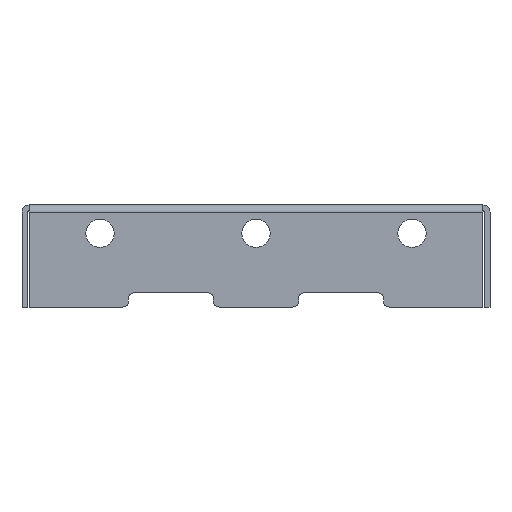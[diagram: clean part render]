
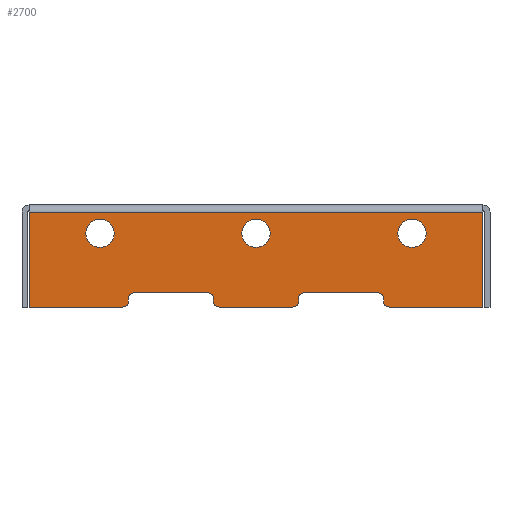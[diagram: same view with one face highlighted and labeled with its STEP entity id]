
A CAD part, left-side view. The second image highlights one B-rep face of the part: STEP entity #2700.
In plain terms, the highlighted planar face has unit normal (-1, 0, 0).
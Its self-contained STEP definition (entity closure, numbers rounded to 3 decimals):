
#137=CIRCLE('',#2892,0.2);
#138=CIRCLE('',#2895,0.2);
#139=CIRCLE('',#2898,0.2);
#140=CIRCLE('',#2901,0.2);
#141=CIRCLE('',#2903,0.2);
#142=CIRCLE('',#2904,0.2);
#143=CIRCLE('',#2905,0.2);
#144=CIRCLE('',#2906,0.2);
#145=CIRCLE('',#2907,0.5);
#146=CIRCLE('',#2908,0.5);
#147=CIRCLE('',#2909,0.5);
#351=ORIENTED_EDGE('',*,*,#1144,.T.);
#352=ORIENTED_EDGE('',*,*,#1145,.T.);
#353=ORIENTED_EDGE('',*,*,#1146,.T.);
#354=ORIENTED_EDGE('',*,*,#1147,.T.);
#355=ORIENTED_EDGE('',*,*,#1148,.T.);
#356=ORIENTED_EDGE('',*,*,#1149,.F.);
#357=ORIENTED_EDGE('',*,*,#1150,.F.);
#358=ORIENTED_EDGE('',*,*,#1151,.F.);
#359=ORIENTED_EDGE('',*,*,#1152,.T.);
#360=ORIENTED_EDGE('',*,*,#1153,.F.);
#361=ORIENTED_EDGE('',*,*,#1154,.T.);
#362=ORIENTED_EDGE('',*,*,#1155,.F.);
#363=ORIENTED_EDGE('',*,*,#1156,.T.);
#364=ORIENTED_EDGE('',*,*,#1143,.F.);
#365=ORIENTED_EDGE('',*,*,#1140,.F.);
#366=ORIENTED_EDGE('',*,*,#1138,.F.);
#367=ORIENTED_EDGE('',*,*,#1136,.T.);
#368=ORIENTED_EDGE('',*,*,#1134,.F.);
#369=ORIENTED_EDGE('',*,*,#1132,.T.);
#370=ORIENTED_EDGE('',*,*,#1130,.F.);
#371=ORIENTED_EDGE('',*,*,#1157,.F.);
#372=ORIENTED_EDGE('',*,*,#1158,.F.);
#373=ORIENTED_EDGE('',*,*,#1159,.F.);
#1130=EDGE_CURVE('',#1531,#1532,#137,.T.);
#1132=EDGE_CURVE('',#1533,#1532,#1770,.T.);
#1134=EDGE_CURVE('',#1533,#1534,#138,.T.);
#1136=EDGE_CURVE('',#1535,#1534,#1773,.T.);
#1138=EDGE_CURVE('',#1535,#1536,#139,.T.);
#1140=EDGE_CURVE('',#1536,#1537,#1776,.T.);
#1143=EDGE_CURVE('',#1537,#1538,#140,.T.);
#1144=EDGE_CURVE('',#1531,#1539,#1779,.T.);
#1145=EDGE_CURVE('',#1539,#1540,#1780,.T.);
#1146=EDGE_CURVE('',#1540,#1541,#1781,.T.);
#1147=EDGE_CURVE('',#1541,#1542,#1782,.T.);
#1148=EDGE_CURVE('',#1542,#1543,#1783,.T.);
#1149=EDGE_CURVE('',#1544,#1543,#141,.T.);
#1150=EDGE_CURVE('',#1545,#1544,#1784,.T.);
#1151=EDGE_CURVE('',#1546,#1545,#142,.T.);
#1152=EDGE_CURVE('',#1546,#1547,#1785,.T.);
#1153=EDGE_CURVE('',#1548,#1547,#143,.T.);
#1154=EDGE_CURVE('',#1548,#1549,#1786,.T.);
#1155=EDGE_CURVE('',#1550,#1549,#144,.T.);
#1156=EDGE_CURVE('',#1550,#1538,#1787,.T.);
#1157=EDGE_CURVE('',#1551,#1551,#145,.T.);
#1158=EDGE_CURVE('',#1552,#1552,#146,.T.);
#1159=EDGE_CURVE('',#1553,#1553,#147,.T.);
#1531=VERTEX_POINT('',#4144);
#1532=VERTEX_POINT('',#4146);
#1533=VERTEX_POINT('',#4150);
#1534=VERTEX_POINT('',#4154);
#1535=VERTEX_POINT('',#4158);
#1536=VERTEX_POINT('',#4162);
#1537=VERTEX_POINT('',#4166);
#1538=VERTEX_POINT('',#4170);
#1539=VERTEX_POINT('',#4174);
#1540=VERTEX_POINT('',#4176);
#1541=VERTEX_POINT('',#4178);
#1542=VERTEX_POINT('',#4180);
#1543=VERTEX_POINT('',#4182);
#1544=VERTEX_POINT('',#4184);
#1545=VERTEX_POINT('',#4186);
#1546=VERTEX_POINT('',#4188);
#1547=VERTEX_POINT('',#4190);
#1548=VERTEX_POINT('',#4192);
#1549=VERTEX_POINT('',#4194);
#1550=VERTEX_POINT('',#4196);
#1551=VERTEX_POINT('',#4199);
#1552=VERTEX_POINT('',#4201);
#1553=VERTEX_POINT('',#4203);
#1770=LINE('',#4149,#2022);
#1773=LINE('',#4157,#2025);
#1776=LINE('',#4165,#2028);
#1779=LINE('',#4173,#2031);
#1780=LINE('',#4175,#2032);
#1781=LINE('',#4177,#2033);
#1782=LINE('',#4179,#2034);
#1783=LINE('',#4181,#2035);
#1784=LINE('',#4185,#2036);
#1785=LINE('',#4189,#2037);
#1786=LINE('',#4193,#2038);
#1787=LINE('',#4197,#2039);
#2022=VECTOR('',#3272,1000.);
#2025=VECTOR('',#3281,1000.);
#2028=VECTOR('',#3290,1000.);
#2031=VECTOR('',#3299,1000.);
#2032=VECTOR('',#3300,1000.);
#2033=VECTOR('',#3301,1000.);
#2034=VECTOR('',#3302,1000.);
#2035=VECTOR('',#3303,1000.);
#2036=VECTOR('',#3306,1000.);
#2037=VECTOR('',#3309,1000.);
#2038=VECTOR('',#3312,1000.);
#2039=VECTOR('',#3315,1000.);
#2257=EDGE_LOOP('',(#351,#352,#353,#354,#355,#356,#357,#358,#359,#360,#361,
#362,#363,#364,#365,#366,#367,#368,#369,#370));
#2258=EDGE_LOOP('',(#371));
#2259=EDGE_LOOP('',(#372));
#2260=EDGE_LOOP('',(#373));
#2447=FACE_BOUND('',#2257,.T.);
#2448=FACE_BOUND('',#2258,.T.);
#2449=FACE_BOUND('',#2259,.T.);
#2450=FACE_BOUND('',#2260,.T.);
#2625=PLANE('',#2902);
#2700=ADVANCED_FACE('',(#2447,#2448,#2449,#2450),#2625,.F.);
#2892=AXIS2_PLACEMENT_3D('',#4145,#3267,#3268);
#2895=AXIS2_PLACEMENT_3D('',#4153,#3276,#3277);
#2898=AXIS2_PLACEMENT_3D('',#4161,#3285,#3286);
#2901=AXIS2_PLACEMENT_3D('',#4171,#3295,#3296);
#2902=AXIS2_PLACEMENT_3D('',#4172,#3297,#3298);
#2903=AXIS2_PLACEMENT_3D('',#4183,#3304,#3305);
#2904=AXIS2_PLACEMENT_3D('',#4187,#3307,#3308);
#2905=AXIS2_PLACEMENT_3D('',#4191,#3310,#3311);
#2906=AXIS2_PLACEMENT_3D('',#4195,#3313,#3314);
#2907=AXIS2_PLACEMENT_3D('',#4198,#3316,#3317);
#2908=AXIS2_PLACEMENT_3D('',#4200,#3318,#3319);
#2909=AXIS2_PLACEMENT_3D('',#4202,#3320,#3321);
#3267=DIRECTION('',(1.,0.,0.));
#3268=DIRECTION('',(0.,0.,-1.));
#3272=DIRECTION('',(0.,0.,-1.));
#3276=DIRECTION('',(-1.,0.,0.));
#3277=DIRECTION('',(0.,-1.,0.));
#3281=DIRECTION('',(0.,-1.,0.));
#3285=DIRECTION('',(-1.,0.,0.));
#3286=DIRECTION('',(0.,0.,1.));
#3290=DIRECTION('',(0.,0.,-1.));
#3295=DIRECTION('',(1.,0.,0.));
#3296=DIRECTION('',(0.,-1.,0.));
#3297=DIRECTION('',(1.,0.,0.));
#3298=DIRECTION('',(0.,0.,-1.));
#3299=DIRECTION('',(0.,-1.,0.));
#3300=DIRECTION('',(0.,0.,1.));
#3301=DIRECTION('',(0.,1.,0.));
#3302=DIRECTION('',(0.,0.,-1.));
#3303=DIRECTION('',(0.,-1.,0.));
#3304=DIRECTION('',(1.,0.,0.));
#3305=DIRECTION('',(0.,-1.,0.));
#3306=DIRECTION('',(0.,0.,-1.));
#3307=DIRECTION('',(-1.,0.,0.));
#3308=DIRECTION('',(0.,0.,1.));
#3309=DIRECTION('',(0.,-1.,0.));
#3310=DIRECTION('',(-1.,0.,0.));
#3311=DIRECTION('',(0.,-1.,0.));
#3312=DIRECTION('',(0.,0.,-1.));
#3313=DIRECTION('',(1.,0.,0.));
#3314=DIRECTION('',(0.,0.,-1.));
#3315=DIRECTION('',(0.,-1.,0.));
#3316=DIRECTION('',(-1.,0.,0.));
#3317=DIRECTION('',(0.,1.,0.));
#3318=DIRECTION('',(-1.,0.,0.));
#3319=DIRECTION('',(0.,1.,0.));
#3320=DIRECTION('',(-1.,0.,0.));
#3321=DIRECTION('',(0.,0.,-1.));
#4144=CARTESIAN_POINT('',(-8.25,-4.7,2.4));
#4145=CARTESIAN_POINT('',(-8.25,-4.7,2.6));
#4146=CARTESIAN_POINT('',(-8.25,-4.5,2.6));
#4149=CARTESIAN_POINT('',(-8.25,-4.5,2.7));
#4150=CARTESIAN_POINT('',(-8.25,-4.5,2.7));
#4153=CARTESIAN_POINT('',(-8.25,-4.3,2.7));
#4154=CARTESIAN_POINT('',(-8.25,-4.3,2.9));
#4157=CARTESIAN_POINT('',(-8.25,-1.7,2.9));
#4158=CARTESIAN_POINT('',(-8.25,-1.7,2.9));
#4161=CARTESIAN_POINT('',(-8.25,-1.7,2.7));
#4162=CARTESIAN_POINT('',(-8.25,-1.5,2.7));
#4165=CARTESIAN_POINT('',(-8.25,-1.5,2.7));
#4166=CARTESIAN_POINT('',(-8.25,-1.5,2.6));
#4170=CARTESIAN_POINT('',(-8.25,-1.3,2.4));
#4171=CARTESIAN_POINT('',(-8.25,-1.3,2.6));
#4172=CARTESIAN_POINT('',(-8.25,15.75,0.));
#4173=CARTESIAN_POINT('',(-8.25,-4.7,2.4));
#4174=CARTESIAN_POINT('',(-8.25,-8.,2.4));
#4175=CARTESIAN_POINT('',(-8.25,-8.,2.4));
#4176=CARTESIAN_POINT('',(-8.25,-8.,5.75));
#4177=CARTESIAN_POINT('',(-8.25,-8.,5.75));
#4178=CARTESIAN_POINT('',(-8.25,8.,5.75));
#4179=CARTESIAN_POINT('',(-8.25,8.,5.75));
#4180=CARTESIAN_POINT('',(-8.25,8.,2.4));
#4181=CARTESIAN_POINT('',(-8.25,8.,2.4));
#4182=CARTESIAN_POINT('',(-8.25,4.7,2.4));
#4183=CARTESIAN_POINT('',(-8.25,4.7,2.6));
#4184=CARTESIAN_POINT('',(-8.25,4.5,2.6));
#4185=CARTESIAN_POINT('',(-8.25,4.5,2.7));
#4186=CARTESIAN_POINT('',(-8.25,4.5,2.7));
#4187=CARTESIAN_POINT('',(-8.25,4.3,2.7));
#4188=CARTESIAN_POINT('',(-8.25,4.3,2.9));
#4189=CARTESIAN_POINT('',(-8.25,4.3,2.9));
#4190=CARTESIAN_POINT('',(-8.25,1.7,2.9));
#4191=CARTESIAN_POINT('',(-8.25,1.7,2.7));
#4192=CARTESIAN_POINT('',(-8.25,1.5,2.7));
#4193=CARTESIAN_POINT('',(-8.25,1.5,2.7));
#4194=CARTESIAN_POINT('',(-8.25,1.5,2.6));
#4195=CARTESIAN_POINT('',(-8.25,1.3,2.6));
#4196=CARTESIAN_POINT('',(-8.25,1.3,2.4));
#4197=CARTESIAN_POINT('',(-8.25,1.3,2.4));
#4198=CARTESIAN_POINT('',(-8.25,5.5,5.));
#4199=CARTESIAN_POINT('',(-8.25,6.,5.));
#4200=CARTESIAN_POINT('',(-8.25,-5.5,5.));
#4201=CARTESIAN_POINT('',(-8.25,-5.,5.));
#4202=CARTESIAN_POINT('',(-8.25,0.,5.));
#4203=CARTESIAN_POINT('',(-8.25,0.,4.5));
